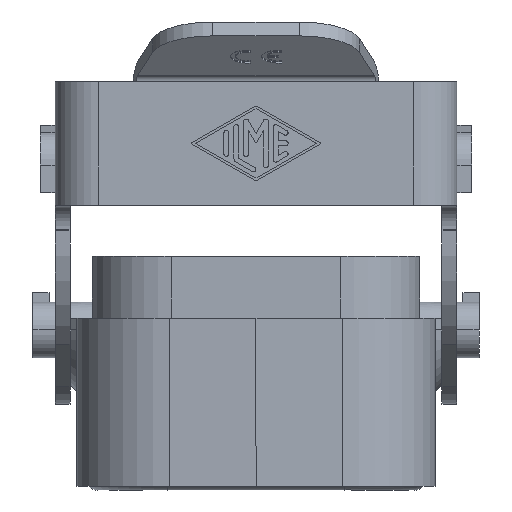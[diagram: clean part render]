
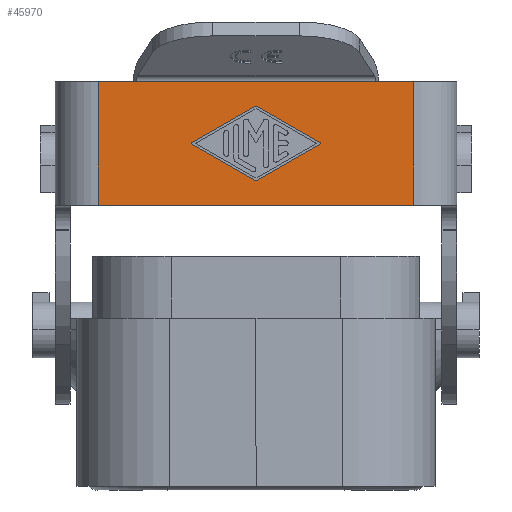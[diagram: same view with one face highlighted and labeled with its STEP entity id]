
A CAD part, front view. The second image highlights one B-rep face of the part: STEP entity #45970.
In plain terms, the highlighted face is planar.
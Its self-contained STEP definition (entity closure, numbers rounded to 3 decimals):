
#32760=CARTESIAN_POINT('',(70.68,61.253,
-14.65));
#32770=VERTEX_POINT('',#32760);
#32930=CARTESIAN_POINT('',(70.68,41.876,
-14.65));
#32940=VERTEX_POINT('',#32930);
#32970=CARTESIAN_POINT('',(70.68,51.565,-14.65)
);
#32980=DIRECTION('',(0.,-1.,0.));
#32990=VECTOR('',#32980,1.);
#33000=LINE('',#32970,#32990);
#33010=EDGE_CURVE('',#32770,#32940,#33000,.T.);
#44130=CARTESIAN_POINT('',(70.68,64.315,-4.65)
);
#44140=VERTEX_POINT('',#44130);
#44170=CARTESIAN_POINT('',(70.68,37.315,-4.65)
);
#44180=DIRECTION('',(0.,1.,0.));
#44190=VECTOR('',#44180,1.);
#44200=LINE('',#44170,#44190);
#44210=CARTESIAN_POINT('',(70.68,38.815,-4.65)
);
#44220=VERTEX_POINT('',#44210);
#44230=EDGE_CURVE('',#44220,#44140,#44200,.T.);
#44900=CARTESIAN_POINT('',(70.68,37.315,-14.65)
);
#44910=DIRECTION('',(1.,0.,0.));
#44920=DIRECTION('',(0.,0.,-1.));
#44930=AXIS2_PLACEMENT_3D('',#44900,#44910,#44920);
#44940=PLANE('',#44930);
#44950=CARTESIAN_POINT('',(70.68,51.565,-12.45)
);
#44960=DIRECTION('',(1.,0.,0.));
#44970=DIRECTION('',(0.,-1.,0.));
#44980=AXIS2_PLACEMENT_3D('',#44950,#44960,#44970);
#44990=CIRCLE('',#44980,0.2);
#45000=CARTESIAN_POINT('',(70.68,51.466,
-12.624));
#45010=VERTEX_POINT('',#45000);
#45020=CARTESIAN_POINT('',(70.68,51.664,
-12.624));
#45030=VERTEX_POINT('',#45020);
#45040=EDGE_CURVE('',#45010,#45030,#44990,.T.);
#45050=ORIENTED_EDGE('',*,*,#45040,.F.);
#45060=CARTESIAN_POINT('',(70.68,37.315,-20.826)
);
#45070=DIRECTION('',(0.,-0.868,
-0.496));
#45080=VECTOR('',#45070,1.);
#45090=LINE('',#45060,#45080);
#45100=CARTESIAN_POINT('',(70.68,56.714,
-9.737));
#45110=VERTEX_POINT('',#45100);
#45120=EDGE_CURVE('',#45110,#45030,#45090,.T.);
#45130=ORIENTED_EDGE('',*,*,#45120,.T.);
#45140=CARTESIAN_POINT('',(70.68,56.665,
-9.65));
#45150=DIRECTION('',(1.,0.,0.));
#45160=DIRECTION('',(0.,-1.,0.));
#45170=AXIS2_PLACEMENT_3D('',#45140,#45150,#45160);
#45180=CIRCLE('',#45170,0.1);
#45190=CARTESIAN_POINT('',(70.68,56.714,
-9.563));
#45200=VERTEX_POINT('',#45190);
#45210=EDGE_CURVE('',#45110,#45200,#45180,.T.);
#45220=ORIENTED_EDGE('',*,*,#45210,.F.);
#45230=CARTESIAN_POINT('',(70.68,37.315,1.526))
;
#45240=DIRECTION('',(0.,0.868,
-0.496));
#45250=VECTOR('',#45240,1.);
#45260=LINE('',#45230,#45250);
#45270=CARTESIAN_POINT('',(70.68,51.664,
-6.676));
#45280=VERTEX_POINT('',#45270);
#45290=EDGE_CURVE('',#45280,#45200,#45260,.T.);
#45300=ORIENTED_EDGE('',*,*,#45290,.T.);
#45310=CARTESIAN_POINT('',(70.68,51.565,
-6.85));
#45320=DIRECTION('',(1.,0.,0.));
#45330=DIRECTION('',(0.,-1.,0.));
#45340=AXIS2_PLACEMENT_3D('',#45310,#45320,#45330);
#45350=CIRCLE('',#45340,0.2);
#45360=CARTESIAN_POINT('',(70.68,51.466,
-6.676));
#45370=VERTEX_POINT('',#45360);
#45380=EDGE_CURVE('',#45280,#45370,#45350,.T.);
#45390=ORIENTED_EDGE('',*,*,#45380,.F.);
#45400=CARTESIAN_POINT('',(70.68,37.315,-14.765)
);
#45410=DIRECTION('',(0.,0.868,
0.496));
#45420=VECTOR('',#45410,1.);
#45430=LINE('',#45400,#45420);
#45440=CARTESIAN_POINT('',(70.68,46.415,
-9.563));
#45450=VERTEX_POINT('',#45440);
#45460=EDGE_CURVE('',#45450,#45370,#45430,.T.);
#45470=ORIENTED_EDGE('',*,*,#45460,.T.);
#45480=CARTESIAN_POINT('',(70.68,46.465,
-9.65));
#45490=DIRECTION('',(1.,0.,0.));
#45500=DIRECTION('',(0.,-1.,0.));
#45510=AXIS2_PLACEMENT_3D('',#45480,#45490,#45500);
#45520=CIRCLE('',#45510,0.1);
#45530=CARTESIAN_POINT('',(70.68,46.415,
-9.737));
#45540=VERTEX_POINT('',#45530);
#45550=EDGE_CURVE('',#45450,#45540,#45520,.T.);
#45560=ORIENTED_EDGE('',*,*,#45550,.F.);
#45570=CARTESIAN_POINT('',(70.68,37.315,-4.535)
);
#45580=DIRECTION('',(0.,-0.868,
0.496));
#45590=VECTOR('',#45580,1.);
#45600=LINE('',#45570,#45590);
#45610=EDGE_CURVE('',#45010,#45540,#45600,.T.);
#45620=ORIENTED_EDGE('',*,*,#45610,.T.);
#45630=EDGE_LOOP('',(#45620,#45560,#45470,#45390,#45300,#45220,#45130,
#45050));
#45640=FACE_BOUND('',#45630,.T.);
#45650=CARTESIAN_POINT('',(70.68,37.315,-14.65)
);
#45660=DIRECTION('',(0.,-1.,0.));
#45670=VECTOR('',#45660,1.);
#45680=LINE('',#45650,#45670);
#45690=CARTESIAN_POINT('',(70.68,38.815,-14.65)
);
#45700=VERTEX_POINT('',#45690);
#45710=EDGE_CURVE('',#32940,#45700,#45680,.T.);
#45720=ORIENTED_EDGE('',*,*,#45710,.F.);
#45730=CARTESIAN_POINT('',(70.68,38.815,5.519))
;
#45740=DIRECTION('',(0.,0.,1.));
#45750=VECTOR('',#45740,1.);
#45760=LINE('',#45730,#45750);
#45770=EDGE_CURVE('',#45700,#44220,#45760,.T.);
#45780=ORIENTED_EDGE('',*,*,#45770,.F.);
#45790=ORIENTED_EDGE('',*,*,#44230,.F.);
#45800=CARTESIAN_POINT('',(70.68,64.315,5.519))
;
#45810=DIRECTION('',(0.,0.,1.));
#45820=VECTOR('',#45810,1.);
#45830=LINE('',#45800,#45820);
#45840=CARTESIAN_POINT('',(70.68,64.315,-14.65)
);
#45850=VERTEX_POINT('',#45840);
#45860=EDGE_CURVE('',#45850,#44140,#45830,.T.);
#45870=ORIENTED_EDGE('',*,*,#45860,.T.);
#45880=CARTESIAN_POINT('',(70.68,37.315,-14.65)
);
#45890=DIRECTION('',(0.,-1.,0.));
#45900=VECTOR('',#45890,1.);
#45910=LINE('',#45880,#45900);
#45920=EDGE_CURVE('',#45850,#32770,#45910,.T.);
#45930=ORIENTED_EDGE('',*,*,#45920,.F.);
#45940=ORIENTED_EDGE('',*,*,#33010,.F.);
#45950=EDGE_LOOP('',(#45940,#45930,#45870,#45790,#45780,#45720));
#45960=FACE_OUTER_BOUND('',#45950,.T.);
#45970=ADVANCED_FACE('',(#45640,#45960),#44940,.T.);
